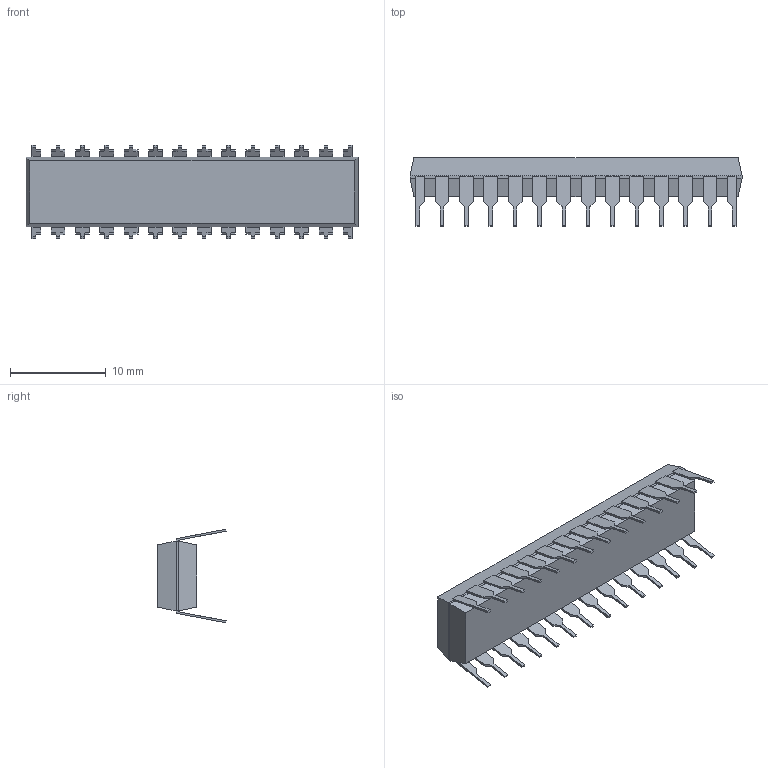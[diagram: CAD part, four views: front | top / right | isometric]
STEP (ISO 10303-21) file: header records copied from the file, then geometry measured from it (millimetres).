
FILE_DESCRIPTION (( 'STEP AP214' ), '1' );
FILE_NAME ('User Library-ATmega 48_88_168 28P3.STEP', '2018-02-05T21:23:42', ( '' ), ( '' ), 'SwSTEP 2.0', 'SolidWorks 2018', '' );
FILE_SCHEMA (( 'AUTOMOTIVE_DESIGN' ));
Length unit declared in the file: millimetre
Products named in the file (1): User Library-ATmega 48_88_168 28P3
Bounding box: 34.65 x 7.13 x 9.76 mm (x, y, z)
Volume: 994.9 mm3; surface area: 1117.4 mm2
Topology: 1 solids, 1 shells, 316 faces, 850 edges, 564 vertices
Faces by surface type: plane 315, cylinder 1
Entity records: 9882 total; most frequent: CARTESIAN_POINT 1737, ORIENTED_EDGE 1700, DIRECTION 1484, EDGE_CURVE 850, LINE 846, VECTOR 846, VERTEX_POINT 564, EDGE_LOOP 344
